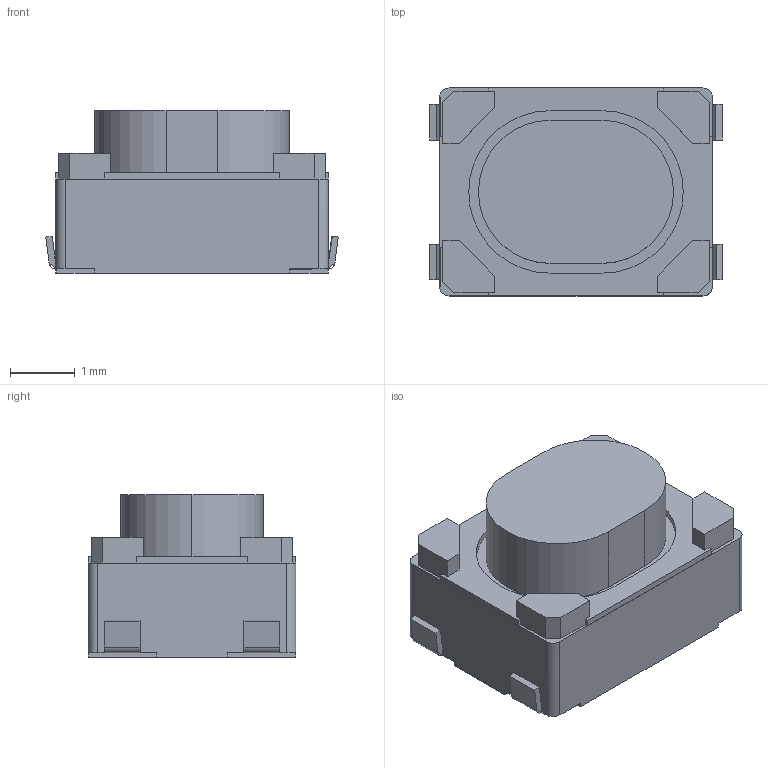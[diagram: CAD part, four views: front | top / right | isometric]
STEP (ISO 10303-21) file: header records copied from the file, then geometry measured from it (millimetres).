
FILE_DESCRIPTION (( 'STEP AP214' ), '1' );
FILE_NAME ('PTS815SJM250SMTRLFS.STEP', '2025-03-03T03:31:08', ( '' ), ( '' ), 'SwSTEP 2.0', 'SolidWorks 2024', '' );
FILE_SCHEMA (( 'AUTOMOTIVE_DESIGN' ));
Length unit declared in the file: millimetre
Products named in the file (9): PTS815SJM250SMTRLFS_PART2; PTS815SJM250SMTRLFS_PART1; PTS815SJM250SMTRLFS_PART3_2; PTS815SJM250SMTRLFS_PART3_3; PTS815SJM250SMTRLFS_PART3_4; PTS815SJM250SMTRLFS_PART3_1; PTS815SJM250SMTRLFS; PTS815SJM250SMTRLFS_PART3
Assembly tree (8 placements, depth 3):
  PTS815SJM250SMTRLFS
    PTS815SJM250SMTRLFS_PART1
    PTS815SJM250SMTRLFS_PART2
    PTS815SJM250SMTRLFS_PART3
      PTS815SJM250SMTRLFS_PART3_2
      PTS815SJM250SMTRLFS_PART3
      PTS815SJM250SMTRLFS_PART3_1
      PTS815SJM250SMTRLFS_PART3_4
      PTS815SJM250SMTRLFS_PART3_3
Bounding box: 4.5 x 3.2 x 2.5 mm (x, y, z)
Volume: 8.1 mm3; surface area: 129.2 mm2
Topology: 2 solids, 10 shells, 239 faces, 685 edges, 462 vertices
Faces by surface type: plane 183, cylinder 52, bspline 2, cone 2
Entity records: 8086 total; most frequent: CARTESIAN_POINT 1665, ORIENTED_EDGE 1267, DIRECTION 1217, EDGE_CURVE 685, VECTOR 545, LINE 545, VERTEX_POINT 462, AXIS2_PLACEMENT_3D 336
